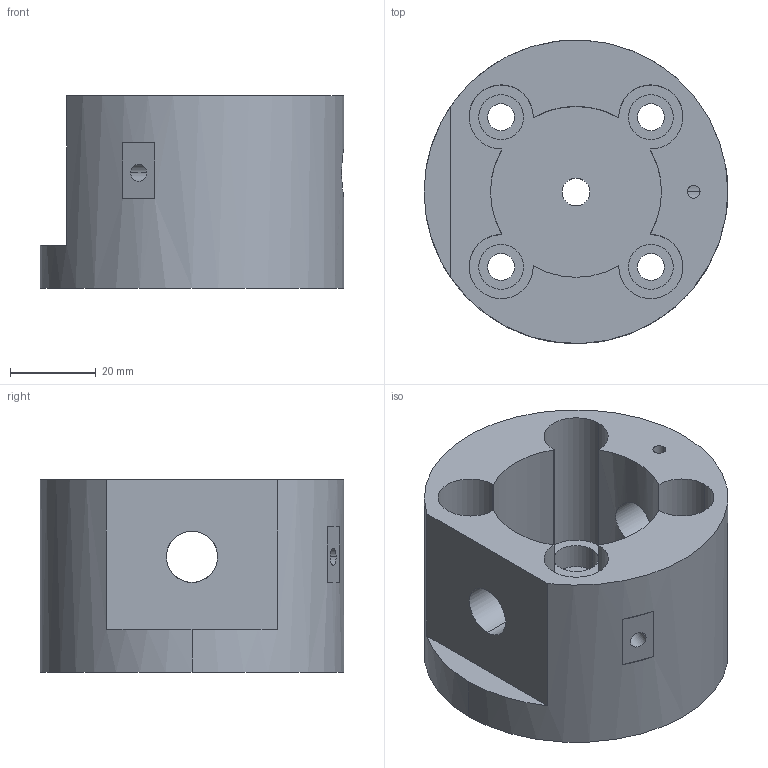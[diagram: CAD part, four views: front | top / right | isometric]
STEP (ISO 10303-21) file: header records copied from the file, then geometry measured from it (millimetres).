
FILE_DESCRIPTION (( 'STEP AP203' ), '1' );
FILE_NAME ('Base - Kuka.STEP', '2025-02-05T20:40:04', ( '' ), ( '' ), 'SwSTEP 2.0', 'SolidWorks 2022', '' );
FILE_SCHEMA (( 'CONFIG_CONTROL_DESIGN' ));
Length unit declared in the file: millimetre
Products named in the file (1): Base - Kuka
Bounding box: 71 x 71 x 45 mm (x, y, z)
Volume: 100215.1 mm3; surface area: 27572.2 mm2
Topology: 1 solids, 1 shells, 62 faces, 165 edges, 108 vertices
Faces by surface type: cylinder 46, plane 16
Entity records: 2374 total; most frequent: CARTESIAN_POINT 640, DIRECTION 375, ORIENTED_EDGE 330, EDGE_CURVE 165, AXIS2_PLACEMENT_3D 155, VERTEX_POINT 108, CIRCLE 92, EDGE_LOOP 83
